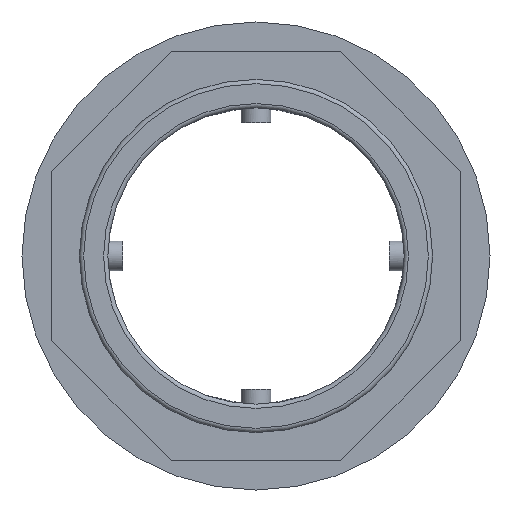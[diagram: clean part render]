
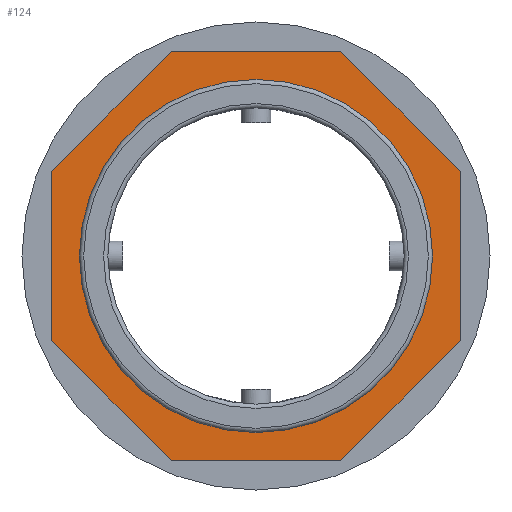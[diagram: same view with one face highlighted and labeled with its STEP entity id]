
A CAD part, left-side view. The second image highlights one B-rep face of the part: STEP entity #124.
In plain terms, the highlighted planar face has unit normal (-1, 0, 0).
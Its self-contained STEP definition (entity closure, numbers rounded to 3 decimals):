
#124 = ADVANCED_FACE( '', ( #297, #298 ), #299, .F. );
#297 = FACE_OUTER_BOUND( '', #520, .T. );
#298 = FACE_BOUND( '', #521, .T. );
#299 = PLANE( '', #522 );
#520 = EDGE_LOOP( '', ( #831, #832, #833, #834, #835, #836, #837, #838 ) );
#521 = EDGE_LOOP( '', ( #839 ) );
#522 = AXIS2_PLACEMENT_3D( '', #840, #841, #842 );
#831 = ORIENTED_EDGE( '', *, *, #1244, .F. );
#832 = ORIENTED_EDGE( '', *, *, #1245, .F. );
#833 = ORIENTED_EDGE( '', *, *, #1219, .F. );
#834 = ORIENTED_EDGE( '', *, *, #1246, .F. );
#835 = ORIENTED_EDGE( '', *, *, #1214, .F. );
#836 = ORIENTED_EDGE( '', *, *, #1247, .F. );
#837 = ORIENTED_EDGE( '', *, *, #1248, .F. );
#838 = ORIENTED_EDGE( '', *, *, #1249, .F. );
#839 = ORIENTED_EDGE( '', *, *, #1250, .T. );
#840 = CARTESIAN_POINT( '', ( 38., 0., 0. ) );
#841 = DIRECTION( '', ( 1., 0., 0. ) );
#842 = DIRECTION( '', ( 0., 0., -1. ) );
#1214 = EDGE_CURVE( '', #1438, #1439, #1440, .T. );
#1219 = EDGE_CURVE( '', #1447, #1448, #1449, .T. );
#1244 = EDGE_CURVE( '', #1487, #1488, #1489, .T. );
#1245 = EDGE_CURVE( '', #1448, #1487, #1490, .T. );
#1246 = EDGE_CURVE( '', #1439, #1447, #1491, .T. );
#1247 = EDGE_CURVE( '', #1492, #1438, #1493, .T. );
#1248 = EDGE_CURVE( '', #1494, #1492, #1495, .T. );
#1249 = EDGE_CURVE( '', #1488, #1494, #1496, .T. );
#1250 = EDGE_CURVE( '', #1497, #1497, #1498, .T. );
#1438 = VERTEX_POINT( '', #1966 );
#1439 = VERTEX_POINT( '', #1967 );
#1440 = LINE( '', #1968, #1969 );
#1447 = VERTEX_POINT( '', #1979 );
#1448 = VERTEX_POINT( '', #1980 );
#1449 = LINE( '', #1981, #1982 );
#1487 = VERTEX_POINT( '', #2036 );
#1488 = VERTEX_POINT( '', #2037 );
#1489 = LINE( '', #2038, #2039 );
#1490 = LINE( '', #2040, #2041 );
#1491 = LINE( '', #2042, #2043 );
#1492 = VERTEX_POINT( '', #2044 );
#1493 = LINE( '', #2045, #2046 );
#1494 = VERTEX_POINT( '', #2047 );
#1495 = LINE( '', #2048, #2049 );
#1496 = LINE( '', #2050, #2051 );
#1497 = VERTEX_POINT( '', #2052 );
#1498 = CIRCLE( '', #2053, 29.807 );
#1966 = CARTESIAN_POINT( '', ( 38., -34.5, -14.29 ) );
#1967 = CARTESIAN_POINT( '', ( 38., -14.29, -34.5 ) );
#1968 = CARTESIAN_POINT( '', ( 38., -34.5, -14.29 ) );
#1969 = VECTOR( '', #2253, 1000. );
#1979 = CARTESIAN_POINT( '', ( 38., 14.29, -34.5 ) );
#1980 = CARTESIAN_POINT( '', ( 38., 34.5, -14.29 ) );
#1981 = CARTESIAN_POINT( '', ( 38., 14.29, -34.5 ) );
#1982 = VECTOR( '', #2257, 1000. );
#2036 = CARTESIAN_POINT( '', ( 38., 34.5, 14.29 ) );
#2037 = CARTESIAN_POINT( '', ( 38., 14.29, 34.5 ) );
#2038 = CARTESIAN_POINT( '', ( 38., 34.5, 14.29 ) );
#2039 = VECTOR( '', #2280, 1000. );
#2040 = CARTESIAN_POINT( '', ( 38., 34.5, -14.29 ) );
#2041 = VECTOR( '', #2281, 1000. );
#2042 = CARTESIAN_POINT( '', ( 38., -14.29, -34.5 ) );
#2043 = VECTOR( '', #2282, 1000. );
#2044 = CARTESIAN_POINT( '', ( 38., -34.5, 14.29 ) );
#2045 = CARTESIAN_POINT( '', ( 38., -34.5, 14.29 ) );
#2046 = VECTOR( '', #2283, 1000. );
#2047 = CARTESIAN_POINT( '', ( 38., -14.29, 34.5 ) );
#2048 = CARTESIAN_POINT( '', ( 38., -14.29, 34.5 ) );
#2049 = VECTOR( '', #2284, 1000. );
#2050 = CARTESIAN_POINT( '', ( 38., 14.29, 34.5 ) );
#2051 = VECTOR( '', #2285, 1000. );
#2052 = CARTESIAN_POINT( '', ( 38., 0., -29.807 ) );
#2053 = AXIS2_PLACEMENT_3D( '', #2286, #2287, #2288 );
#2253 = DIRECTION( '', ( 0., 0.707, -0.707 ) );
#2257 = DIRECTION( '', ( 0., 0.707, 0.707 ) );
#2280 = DIRECTION( '', ( 0., -0.707, 0.707 ) );
#2281 = DIRECTION( '', ( 0., 0., 1. ) );
#2282 = DIRECTION( '', ( 0., 1., 0. ) );
#2283 = DIRECTION( '', ( 0., 0., -1. ) );
#2284 = DIRECTION( '', ( 0., -0.707, -0.707 ) );
#2285 = DIRECTION( '', ( 0., -1., 0. ) );
#2286 = CARTESIAN_POINT( '', ( 38., 0., 0. ) );
#2287 = DIRECTION( '', ( 1., 0., 0. ) );
#2288 = DIRECTION( '', ( 0., 0., -1. ) );
